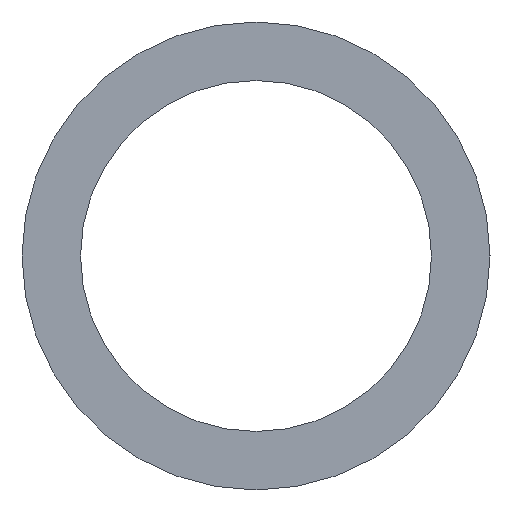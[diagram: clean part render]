
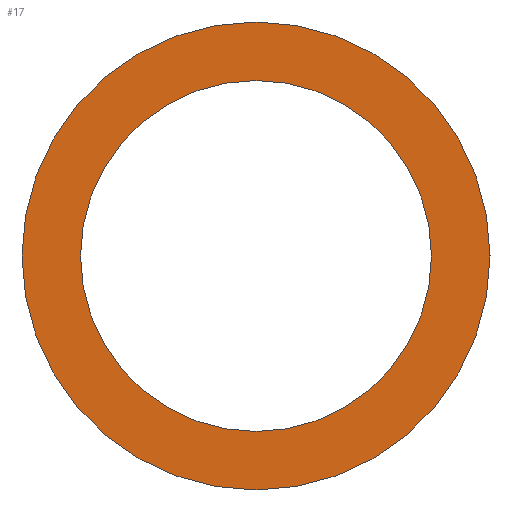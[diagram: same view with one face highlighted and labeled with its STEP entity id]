
A CAD part, left-side view. The second image highlights one B-rep face of the part: STEP entity #17.
In plain terms, the highlighted planar face has unit normal (-1, 0, 0).
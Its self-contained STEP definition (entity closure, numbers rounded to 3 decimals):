
#5 = DIRECTION ( 'NONE',  ( 1., 0., 0. ) ) ;
#10 = CARTESIAN_POINT ( 'NONE',  ( -50., 0., -3. ) ) ;
#12 = CIRCLE ( 'NONE', #241, 4. ) ;
#14 = ORIENTED_EDGE ( 'NONE', *, *, #239, .F. ) ;
#15 = ORIENTED_EDGE ( 'NONE', *, *, #249, .F. ) ;
#17 = ADVANCED_FACE ( 'NONE', ( #24, #79 ), #84, .F. ) ;
#19 = DIRECTION ( 'NONE',  ( 0., 0., -1. ) ) ;
#24 = FACE_OUTER_BOUND ( 'NONE', #48, .T. ) ;
#27 = AXIS2_PLACEMENT_3D ( 'NONE', #144, #122, #172 ) ;
#31 = VERTEX_POINT ( 'NONE', #63 ) ;
#32 = AXIS2_PLACEMENT_3D ( 'NONE', #244, #116, #203 ) ;
#33 = EDGE_LOOP ( 'NONE', ( #210, #209 ) ) ;
#37 = AXIS2_PLACEMENT_3D ( 'NONE', #221, #5, #61 ) ;
#40 = DIRECTION ( 'NONE',  ( 1., 0., 0. ) ) ;
#43 = CARTESIAN_POINT ( 'NONE',  ( -50., 0., 3. ) ) ;
#48 = EDGE_LOOP ( 'NONE', ( #14, #15 ) ) ;
#61 = DIRECTION ( 'NONE',  ( 0., 0., -1. ) ) ;
#63 = CARTESIAN_POINT ( 'NONE',  ( -50., 0., 4. ) ) ;
#76 = AXIS2_PLACEMENT_3D ( 'NONE', #229, #226, #19 ) ;
#79 = FACE_BOUND ( 'NONE', #33, .T. ) ;
#84 = PLANE ( 'NONE',  #27 ) ;
#96 = CARTESIAN_POINT ( 'NONE',  ( -50., 0., 0. ) ) ;
#101 = CIRCLE ( 'NONE', #37, 3. ) ;
#116 = DIRECTION ( 'NONE',  ( 1., 0., 0. ) ) ;
#122 = DIRECTION ( 'NONE',  ( 1., 0., 0. ) ) ;
#144 = CARTESIAN_POINT ( 'NONE',  ( -50., 0., 0. ) ) ;
#145 = VERTEX_POINT ( 'NONE', #43 ) ;
#150 = VERTEX_POINT ( 'NONE', #200 ) ;
#155 = EDGE_CURVE ( 'NONE', #145, #207, #197, .T. ) ;
#172 = DIRECTION ( 'NONE',  ( 0., 0., -1. ) ) ;
#176 = CIRCLE ( 'NONE', #32, 4. ) ;
#182 = DIRECTION ( 'NONE',  ( 0., 0., -1. ) ) ;
#197 = CIRCLE ( 'NONE', #76, 3. ) ;
#200 = CARTESIAN_POINT ( 'NONE',  ( -50., 0., -4. ) ) ;
#203 = DIRECTION ( 'NONE',  ( 0., 0., -1. ) ) ;
#207 = VERTEX_POINT ( 'NONE', #10 ) ;
#209 = ORIENTED_EDGE ( 'NONE', *, *, #227, .T. ) ;
#210 = ORIENTED_EDGE ( 'NONE', *, *, #155, .T. ) ;
#221 = CARTESIAN_POINT ( 'NONE',  ( -50., 0., 0. ) ) ;
#226 = DIRECTION ( 'NONE',  ( 1., 0., 0. ) ) ;
#227 = EDGE_CURVE ( 'NONE', #207, #145, #101, .T. ) ;
#229 = CARTESIAN_POINT ( 'NONE',  ( -50., 0., 0. ) ) ;
#239 = EDGE_CURVE ( 'NONE', #31, #150, #12, .T. ) ;
#241 = AXIS2_PLACEMENT_3D ( 'NONE', #96, #40, #182 ) ;
#244 = CARTESIAN_POINT ( 'NONE',  ( -50., 0., 0. ) ) ;
#249 = EDGE_CURVE ( 'NONE', #150, #31, #176, .T. ) ;
